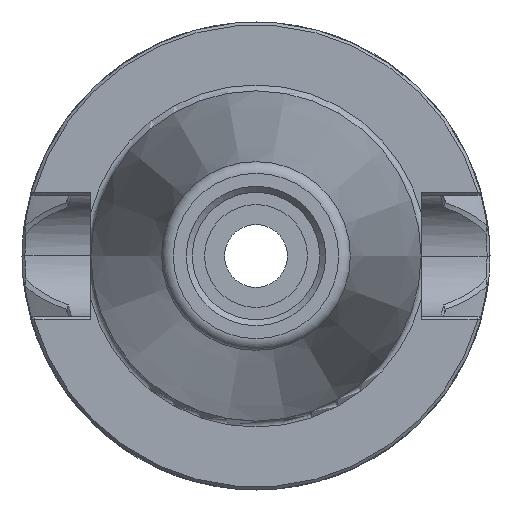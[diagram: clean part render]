
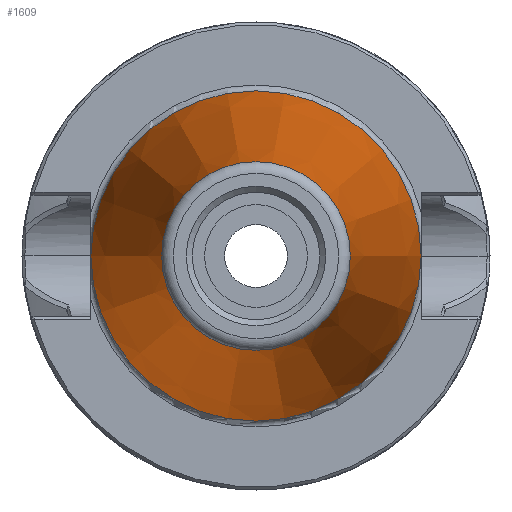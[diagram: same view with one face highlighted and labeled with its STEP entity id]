
A CAD part, left-side view. The second image highlights one B-rep face of the part: STEP entity #1609.
In plain terms, the highlighted conical face has half-angle 8.445 degrees and reference radius 17.363 mm.
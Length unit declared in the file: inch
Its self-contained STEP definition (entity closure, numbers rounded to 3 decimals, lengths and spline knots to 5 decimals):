
#234=LINE('',#3717,#310);
#310=VECTOR('',#2203,0.68356);
#326=CONICAL_SURFACE('',#1825,0.68356,0.147);
#474=FACE_OUTER_BOUND('',#565,.T.);
#565=EDGE_LOOP('',(#1447,#1448,#1449,#1450,#1451));
#622=CIRCLE('',#1826,0.875);
#623=CIRCLE('',#1827,0.50004);
#624=CIRCLE('',#1828,0.50004);
#781=VERTEX_POINT('',#3714);
#782=VERTEX_POINT('',#3716);
#783=VERTEX_POINT('',#3718);
#1009=EDGE_CURVE('',#781,#781,#622,.T.);
#1010=EDGE_CURVE('',#781,#782,#234,.T.);
#1011=EDGE_CURVE('',#783,#782,#623,.T.);
#1012=EDGE_CURVE('',#782,#783,#624,.T.);
#1447=ORIENTED_EDGE('',*,*,#1009,.T.);
#1448=ORIENTED_EDGE('',*,*,#1010,.T.);
#1449=ORIENTED_EDGE('',*,*,#1011,.F.);
#1450=ORIENTED_EDGE('',*,*,#1012,.F.);
#1451=ORIENTED_EDGE('',*,*,#1010,.F.);
#1609=ADVANCED_FACE('',(#474),#326,.T.);
#1825=AXIS2_PLACEMENT_3D('',#3713,#2199,#2200);
#1826=AXIS2_PLACEMENT_3D('',#3715,#2201,#2202);
#1827=AXIS2_PLACEMENT_3D('',#3719,#2204,#2205);
#1828=AXIS2_PLACEMENT_3D('',#3720,#2206,#2207);
#2199=DIRECTION('center_axis',(1.,0.,0.));
#2200=DIRECTION('ref_axis',(0.,-1.,0.));
#2201=DIRECTION('center_axis',(-1.,0.,0.));
#2202=DIRECTION('ref_axis',(0.,0.,1.));
#2203=DIRECTION('',(-0.989,-0.147,0.));
#2204=DIRECTION('center_axis',(-1.,0.,0.));
#2205=DIRECTION('ref_axis',(0.,1.,0.));
#2206=DIRECTION('center_axis',(-1.,0.,0.));
#2207=DIRECTION('ref_axis',(0.,1.,0.));
#3713=CARTESIAN_POINT('Origin',(-1.28937,0.,0.));
#3714=CARTESIAN_POINT('',(0.,0.875,0.));
#3715=CARTESIAN_POINT('Origin',(0.,0.,0.));
#3716=CARTESIAN_POINT('',(-2.52542,0.50004,0.));
#3717=CARTESIAN_POINT('',(-1.28937,0.68356,0.));
#3718=CARTESIAN_POINT('',(-2.52542,0.,-0.50004));
#3719=CARTESIAN_POINT('Origin',(-2.52542,0.,0.));
#3720=CARTESIAN_POINT('Origin',(-2.52542,0.,0.));
